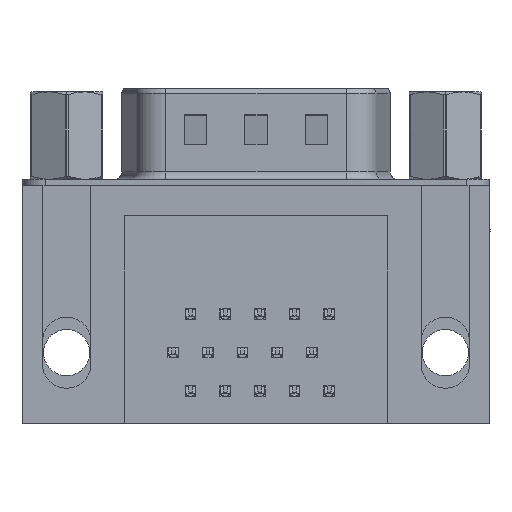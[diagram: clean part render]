
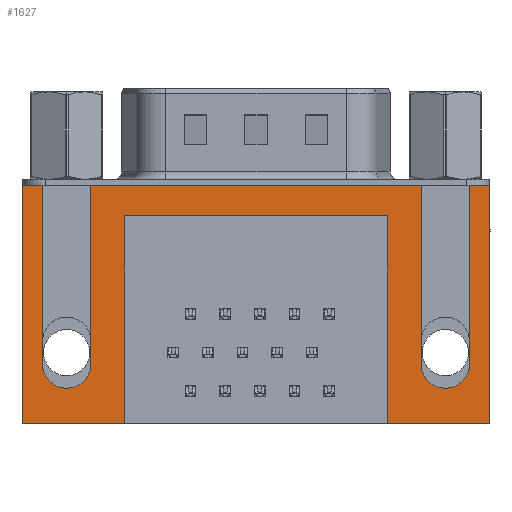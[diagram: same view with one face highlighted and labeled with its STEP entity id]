
A CAD part, front view. The second image highlights one B-rep face of the part: STEP entity #1627.
In plain terms, the highlighted planar face has unit normal (0, -1, 0).
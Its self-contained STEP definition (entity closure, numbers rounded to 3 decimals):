
#22 = CARTESIAN_POINT ( 'NONE',  ( 27.9, -6.275, 0. ) ) ;
#235 = VERTEX_POINT ( 'NONE', #10334 ) ;
#482 = DIRECTION ( 'NONE',  ( 0., 0., -1. ) ) ;
#595 = VERTEX_POINT ( 'NONE', #10483 ) ;
#681 = CARTESIAN_POINT ( 'NONE',  ( 1.6, -6.275, 0. ) ) ;
#735 = DIRECTION ( 'NONE',  ( 0., 0., -1. ) ) ;
#746 = VERTEX_POINT ( 'NONE', #1438 ) ;
#910 = ORIENTED_EDGE ( 'NONE', *, *, #13305, .F. ) ;
#969 = LINE ( 'NONE', #12480, #11125 ) ;
#981 = DIRECTION ( 'NONE',  ( 0., -1., 0. ) ) ;
#983 = VECTOR ( 'NONE', #22614, 1000. ) ;
#1005 = PLANE ( 'NONE',  #17030 ) ;
#1045 = ORIENTED_EDGE ( 'NONE', *, *, #18376, .F. ) ;
#1094 = VERTEX_POINT ( 'NONE', #14013 ) ;
#1110 = AXIS2_PLACEMENT_3D ( 'NONE', #21939, #9891, #23988 ) ;
#1140 = LINE ( 'NONE', #2335, #16116 ) ;
#1203 = CARTESIAN_POINT ( 'NONE',  ( -2.91, -6.275, 0. ) ) ;
#1356 = CARTESIAN_POINT ( 'NONE',  ( -2.91, -6.275, 0. ) ) ;
#1438 = CARTESIAN_POINT ( 'NONE',  ( 23.39, -6.275, 0. ) ) ;
#1568 = VERTEX_POINT ( 'NONE', #1203 ) ;
#1586 = ORIENTED_EDGE ( 'NONE', *, *, #22134, .F. ) ;
#1627 = ADVANCED_FACE ( 'NONE', ( #9078 ), #1005, .T. ) ;
#1713 = CARTESIAN_POINT ( 'NONE',  ( 26.59, -6.275, 0. ) ) ;
#1869 = CARTESIAN_POINT ( 'NONE',  ( -2.91, -6.275, -2.5 ) ) ;
#2033 = DIRECTION ( 'NONE',  ( 0., 0., -1. ) ) ;
#2297 = CARTESIAN_POINT ( 'NONE',  ( 0., -6.275, -13.38 ) ) ;
#2335 = CARTESIAN_POINT ( 'NONE',  ( 27.9, -6.275, -15.7 ) ) ;
#2379 = DIRECTION ( 'NONE',  ( 0., 0., 1. ) ) ;
#2464 = VERTEX_POINT ( 'NONE', #23505 ) ;
#2725 = DIRECTION ( 'NONE',  ( -1., 0., 0. ) ) ;
#2839 = DIRECTION ( 'NONE',  ( 1., 0., 0. ) ) ;
#3040 = AXIS2_PLACEMENT_3D ( 'NONE', #24154, #12062, #26174 ) ;
#3060 = CARTESIAN_POINT ( 'NONE',  ( 26.59, -6.275, 0. ) ) ;
#3639 = LINE ( 'NONE', #14153, #24467 ) ;
#3732 = EDGE_CURVE ( 'NONE', #11169, #9089, #15189, .T. ) ;
#3959 = ORIENTED_EDGE ( 'NONE', *, *, #25892, .F. ) ;
#4381 = DIRECTION ( 'NONE',  ( -1., 0., 0. ) ) ;
#4643 = VERTEX_POINT ( 'NONE', #14768 ) ;
#4704 = CARTESIAN_POINT ( 'NONE',  ( 3.79, -6.275, -2. ) ) ;
#4808 = EDGE_CURVE ( 'NONE', #21077, #17487, #5593, .T. ) ;
#5045 = VECTOR ( 'NONE', #7536, 1000. ) ;
#5060 = CIRCLE ( 'NONE', #19121, 1.6 ) ;
#5067 = VECTOR ( 'NONE', #13912, 1000. ) ;
#5593 = LINE ( 'NONE', #7138, #21686 ) ;
#5954 = CIRCLE ( 'NONE', #22299, 1.6 ) ;
#6049 = EDGE_CURVE ( 'NONE', #746, #1094, #3639, .T. ) ;
#6173 = ORIENTED_EDGE ( 'NONE', *, *, #19225, .F. ) ;
#6405 = LINE ( 'NONE', #10542, #983 ) ;
#6416 = CARTESIAN_POINT ( 'NONE',  ( 21.2, -6.275, -2. ) ) ;
#6720 = CARTESIAN_POINT ( 'NONE',  ( 27.9, -6.275, -15.7 ) ) ;
#6773 = EDGE_CURVE ( 'NONE', #4643, #17508, #21909, .T. ) ;
#6775 = DIRECTION ( 'NONE',  ( 0., 0., -1. ) ) ;
#6947 = ORIENTED_EDGE ( 'NONE', *, *, #23419, .F. ) ;
#7003 = VERTEX_POINT ( 'NONE', #14684 ) ;
#7045 = CARTESIAN_POINT ( 'NONE',  ( -1.6, -6.275, -11.78 ) ) ;
#7138 = CARTESIAN_POINT ( 'NONE',  ( 27.9, -6.275, -15.7 ) ) ;
#7536 = DIRECTION ( 'NONE',  ( 1., 0., 0. ) ) ;
#7835 = EDGE_CURVE ( 'NONE', #21077, #13213, #6405, .T. ) ;
#7903 = EDGE_CURVE ( 'NONE', #7003, #24831, #10502, .T. ) ;
#7934 = EDGE_CURVE ( 'NONE', #2464, #24021, #20605, .T. ) ;
#8372 = DIRECTION ( 'NONE',  ( 0., 0., 1. ) ) ;
#8653 = CARTESIAN_POINT ( 'NONE',  ( 1.6, -6.275, 0. ) ) ;
#8781 = EDGE_CURVE ( 'NONE', #1094, #4643, #10152, .T. ) ;
#9007 = LINE ( 'NONE', #17031, #20343 ) ;
#9060 = VECTOR ( 'NONE', #16200, 1000. ) ;
#9078 = FACE_OUTER_BOUND ( 'NONE', #14810, .T. ) ;
#9089 = VERTEX_POINT ( 'NONE', #7045 ) ;
#9109 = DIRECTION ( 'NONE',  ( 0., -1., 0. ) ) ;
#9170 = DIRECTION ( 'NONE',  ( -1., 0., 0. ) ) ;
#9673 = CARTESIAN_POINT ( 'NONE',  ( 3.79, -6.275, -15.7 ) ) ;
#9891 = DIRECTION ( 'NONE',  ( 0., -1., 0. ) ) ;
#9899 = VECTOR ( 'NONE', #10808, 1000. ) ;
#10083 = ORIENTED_EDGE ( 'NONE', *, *, #11965, .F. ) ;
#10152 = CIRCLE ( 'NONE', #3040, 1.6 ) ;
#10334 = CARTESIAN_POINT ( 'NONE',  ( 21.2, -6.275, -2. ) ) ;
#10413 = LINE ( 'NONE', #1356, #5045 ) ;
#10483 = CARTESIAN_POINT ( 'NONE',  ( -2.91, -6.275, -15.7 ) ) ;
#10502 = LINE ( 'NONE', #4704, #25979 ) ;
#10542 = CARTESIAN_POINT ( 'NONE',  ( 27.9, -6.275, -2.5 ) ) ;
#10808 = DIRECTION ( 'NONE',  ( 0., 0., 1. ) ) ;
#11125 = VECTOR ( 'NONE', #2379, 1000. ) ;
#11169 = VERTEX_POINT ( 'NONE', #15384 ) ;
#11965 = EDGE_CURVE ( 'NONE', #24021, #746, #10413, .T. ) ;
#12062 = DIRECTION ( 'NONE',  ( 0., -1., 0. ) ) ;
#12069 = CARTESIAN_POINT ( 'NONE',  ( -2.91, -6.275, 0. ) ) ;
#12480 = CARTESIAN_POINT ( 'NONE',  ( -2.91, -6.275, -2.5 ) ) ;
#12659 = DIRECTION ( 'NONE',  ( 0., -1., 0. ) ) ;
#12763 = ORIENTED_EDGE ( 'NONE', *, *, #7903, .F. ) ;
#13213 = VERTEX_POINT ( 'NONE', #22 ) ;
#13305 = EDGE_CURVE ( 'NONE', #24831, #595, #1140, .T. ) ;
#13404 = ORIENTED_EDGE ( 'NONE', *, *, #20773, .F. ) ;
#13912 = DIRECTION ( 'NONE',  ( 0., 0., 1. ) ) ;
#14013 = CARTESIAN_POINT ( 'NONE',  ( 23.39, -6.275, -11.78 ) ) ;
#14153 = CARTESIAN_POINT ( 'NONE',  ( 23.39, -6.275, 0. ) ) ;
#14338 = ORIENTED_EDGE ( 'NONE', *, *, #7835, .T. ) ;
#14421 = ORIENTED_EDGE ( 'NONE', *, *, #6773, .F. ) ;
#14444 = LINE ( 'NONE', #12069, #9060 ) ;
#14684 = CARTESIAN_POINT ( 'NONE',  ( 3.79, -6.275, -2. ) ) ;
#14768 = CARTESIAN_POINT ( 'NONE',  ( 24.99, -6.275, -13.38 ) ) ;
#14810 = EDGE_LOOP ( 'NONE', ( #13404, #14421, #20231, #22512, #10083, #22490, #15194, #1586, #18548, #15297, #3959, #910, #12763, #6173, #1045, #22403, #14338, #6947 ) ) ;
#15189 = LINE ( 'NONE', #24020, #19854 ) ;
#15194 = ORIENTED_EDGE ( 'NONE', *, *, #19955, .F. ) ;
#15297 = ORIENTED_EDGE ( 'NONE', *, *, #24621, .F. ) ;
#15384 = CARTESIAN_POINT ( 'NONE',  ( -1.6, -6.275, 0. ) ) ;
#15994 = CARTESIAN_POINT ( 'NONE',  ( 21.2, -6.275, -15.7 ) ) ;
#16116 = VECTOR ( 'NONE', #4381, 1000. ) ;
#16200 = DIRECTION ( 'NONE',  ( 1., 0., 0. ) ) ;
#16247 = VECTOR ( 'NONE', #8372, 1000. ) ;
#16925 = CARTESIAN_POINT ( 'NONE',  ( 3.79, -6.275, -2. ) ) ;
#16987 = VERTEX_POINT ( 'NONE', #2297 ) ;
#17030 = AXIS2_PLACEMENT_3D ( 'NONE', #1869, #981, #735 ) ;
#17031 = CARTESIAN_POINT ( 'NONE',  ( -2.91, -6.275, 0. ) ) ;
#17487 = VERTEX_POINT ( 'NONE', #15994 ) ;
#17508 = VERTEX_POINT ( 'NONE', #24042 ) ;
#17788 = LINE ( 'NONE', #16925, #23108 ) ;
#18376 = EDGE_CURVE ( 'NONE', #17487, #235, #22165, .T. ) ;
#18548 = ORIENTED_EDGE ( 'NONE', *, *, #3732, .F. ) ;
#19121 = AXIS2_PLACEMENT_3D ( 'NONE', #21159, #9109, #23202 ) ;
#19225 = EDGE_CURVE ( 'NONE', #235, #7003, #17788, .T. ) ;
#19854 = VECTOR ( 'NONE', #19964, 1000. ) ;
#19955 = EDGE_CURVE ( 'NONE', #16987, #2464, #5060, .T. ) ;
#19964 = DIRECTION ( 'NONE',  ( 0., 0., -1. ) ) ;
#20231 = ORIENTED_EDGE ( 'NONE', *, *, #8781, .F. ) ;
#20343 = VECTOR ( 'NONE', #2839, 1000. ) ;
#20539 = LINE ( 'NONE', #1713, #5067 ) ;
#20605 = LINE ( 'NONE', #681, #9899 ) ;
#20773 = EDGE_CURVE ( 'NONE', #17508, #21224, #20539, .T. ) ;
#21077 = VERTEX_POINT ( 'NONE', #6720 ) ;
#21159 = CARTESIAN_POINT ( 'NONE',  ( 0., -6.275, -11.78 ) ) ;
#21224 = VERTEX_POINT ( 'NONE', #3060 ) ;
#21686 = VECTOR ( 'NONE', #9170, 1000. ) ;
#21909 = CIRCLE ( 'NONE', #1110, 1.6 ) ;
#21939 = CARTESIAN_POINT ( 'NONE',  ( 24.99, -6.275, -11.78 ) ) ;
#22134 = EDGE_CURVE ( 'NONE', #9089, #16987, #5954, .T. ) ;
#22165 = LINE ( 'NONE', #6416, #16247 ) ;
#22299 = AXIS2_PLACEMENT_3D ( 'NONE', #24732, #12659, #482 ) ;
#22403 = ORIENTED_EDGE ( 'NONE', *, *, #4808, .F. ) ;
#22490 = ORIENTED_EDGE ( 'NONE', *, *, #7934, .F. ) ;
#22512 = ORIENTED_EDGE ( 'NONE', *, *, #6049, .F. ) ;
#22614 = DIRECTION ( 'NONE',  ( 0., 0., 1. ) ) ;
#23108 = VECTOR ( 'NONE', #2725, 1000. ) ;
#23202 = DIRECTION ( 'NONE',  ( 0., 0., -1. ) ) ;
#23419 = EDGE_CURVE ( 'NONE', #21224, #13213, #14444, .T. ) ;
#23505 = CARTESIAN_POINT ( 'NONE',  ( 1.6, -6.275, -11.78 ) ) ;
#23988 = DIRECTION ( 'NONE',  ( 0., 0., 1. ) ) ;
#24020 = CARTESIAN_POINT ( 'NONE',  ( -1.6, -6.275, 0. ) ) ;
#24021 = VERTEX_POINT ( 'NONE', #8653 ) ;
#24042 = CARTESIAN_POINT ( 'NONE',  ( 26.59, -6.275, -11.78 ) ) ;
#24154 = CARTESIAN_POINT ( 'NONE',  ( 24.99, -6.275, -11.78 ) ) ;
#24467 = VECTOR ( 'NONE', #2033, 1000. ) ;
#24621 = EDGE_CURVE ( 'NONE', #1568, #11169, #9007, .T. ) ;
#24732 = CARTESIAN_POINT ( 'NONE',  ( 0., -6.275, -11.78 ) ) ;
#24831 = VERTEX_POINT ( 'NONE', #9673 ) ;
#25892 = EDGE_CURVE ( 'NONE', #595, #1568, #969, .T. ) ;
#25979 = VECTOR ( 'NONE', #6775, 1000. ) ;
#26174 = DIRECTION ( 'NONE',  ( 0., 0., 1. ) ) ;
